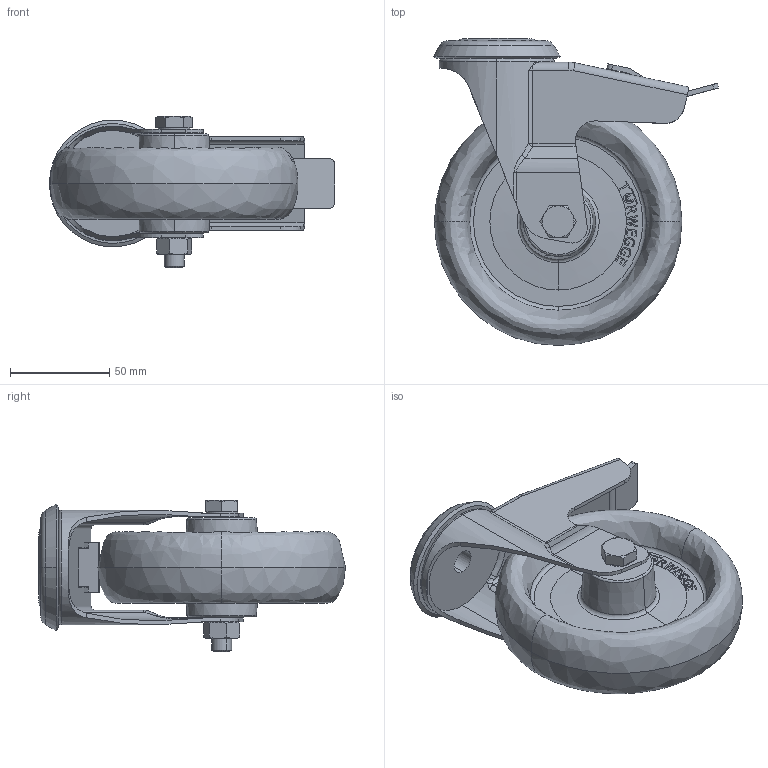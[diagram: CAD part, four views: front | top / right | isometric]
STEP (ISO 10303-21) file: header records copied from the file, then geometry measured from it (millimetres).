
FILE_DESCRIPTION (( 'STEP AP214' ), '1' );
FILE_NAME ('0023408.step', '2022-09-30T09:39:05', ( '' ), ( '' ), 'SwSTEP 2.0', 'SolidWorks 2020', '' );
FILE_SCHEMA (( 'AUTOMOTIVE_DESIGN' ));
Length unit declared in the file: millimetre
Products named in the file (1): 0023408
Bounding box: 144 x 155 x 76.4 mm (x, y, z)
Volume: 314664.1 mm3; surface area: 93495.2 mm2
Topology: 18 solids, 18 shells, 412 faces, 990 edges, 618 vertices
Faces by surface type: plane 186, cylinder 83, bspline 55, cone 42, torus 42, sphere 4
Entity records: 17943 total; most frequent: CARTESIAN_POINT 3935, ORIENTED_EDGE 1972, DIRECTION 1840, EDGE_CURVE 986, AXIS2_PLACEMENT_3D 661, VERTEX_POINT 618, LINE 518, VECTOR 518
